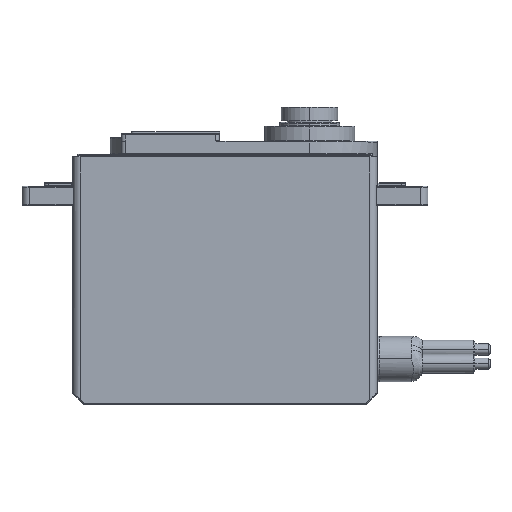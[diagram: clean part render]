
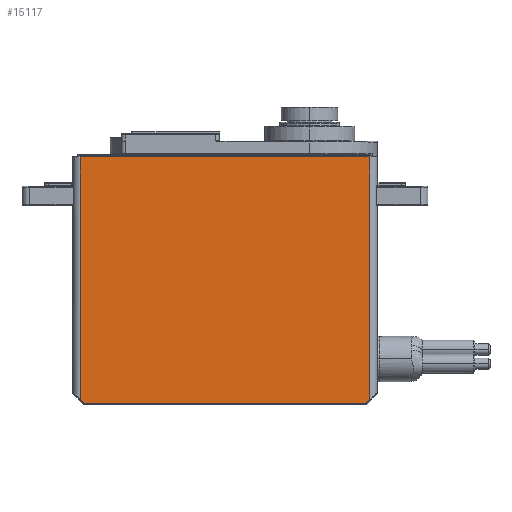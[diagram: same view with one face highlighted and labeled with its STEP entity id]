
A CAD part, top view. The second image highlights one B-rep face of the part: STEP entity #15117.
In plain terms, the highlighted planar face has unit normal (0, 0, 1).
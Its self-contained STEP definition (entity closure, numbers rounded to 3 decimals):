
#528 = DIRECTION ( 'NONE',  ( 1., 0., 0. ) ) ;
#695 = ORIENTED_EDGE ( 'NONE', *, *, #9694, .T. ) ;
#1224 = ORIENTED_EDGE ( 'NONE', *, *, #20340, .T. ) ;
#1656 = VECTOR ( 'NONE', #4432, 1000. ) ;
#2204 = LINE ( 'NONE', #7748, #21661 ) ;
#3249 = CARTESIAN_POINT ( 'NONE',  ( -18.679, 0.071, 10. ) ) ;
#3322 = VERTEX_POINT ( 'NONE', #14156 ) ;
#4027 = EDGE_CURVE ( 'NONE', #18186, #4281, #12959, .T. ) ;
#4101 = ORIENTED_EDGE ( 'NONE', *, *, #4027, .T. ) ;
#4281 = VERTEX_POINT ( 'NONE', #13805 ) ;
#4432 = DIRECTION ( 'NONE',  ( 0.707, 0.707, 0. ) ) ;
#5500 = LINE ( 'NONE', #21790, #13651 ) ;
#6371 = VECTOR ( 'NONE', #16212, 1000. ) ;
#6519 = FACE_OUTER_BOUND ( 'NONE', #9394, .T. ) ;
#7706 = ORIENTED_EDGE ( 'NONE', *, *, #15366, .T. ) ;
#7748 = CARTESIAN_POINT ( 'NONE',  ( 19.25, 26.5, 10. ) ) ;
#7899 = VECTOR ( 'NONE', #528, 1000. ) ;
#9394 = EDGE_LOOP ( 'NONE', ( #4101, #695, #14348, #7706, #1224, #15009 ) ) ;
#9529 = DIRECTION ( 'NONE',  ( 0., 1., 0. ) ) ;
#9694 = EDGE_CURVE ( 'NONE', #4281, #20182, #19677, .T. ) ;
#10234 = PLANE ( 'NONE',  #18116 ) ;
#12061 = CARTESIAN_POINT ( 'NONE',  ( 19.25, 32.9, 10. ) ) ;
#12734 = CARTESIAN_POINT ( 'NONE',  ( -19.25, 26.5, 10. ) ) ;
#12959 = LINE ( 'NONE', #12734, #6371 ) ;
#13292 = CARTESIAN_POINT ( 'NONE',  ( 19.179, 0.571, 10. ) ) ;
#13651 = VECTOR ( 'NONE', #20123, 1000. ) ;
#13805 = CARTESIAN_POINT ( 'NONE',  ( -19.25, 0.641, 10. ) ) ;
#13827 = CARTESIAN_POINT ( 'NONE',  ( -20.25, 26.5, 10. ) ) ;
#14156 = CARTESIAN_POINT ( 'NONE',  ( 19.25, 0.641, 10. ) ) ;
#14348 = ORIENTED_EDGE ( 'NONE', *, *, #20348, .T. ) ;
#15009 = ORIENTED_EDGE ( 'NONE', *, *, #21029, .T. ) ;
#15039 = LINE ( 'NONE', #16962, #7899 ) ;
#15117 = ADVANCED_FACE ( 'NONE', ( #6519 ), #10234, .F. ) ;
#15366 = EDGE_CURVE ( 'NONE', #17446, #3322, #18693, .T. ) ;
#16212 = DIRECTION ( 'NONE',  ( 0., -1., 0. ) ) ;
#16962 = CARTESIAN_POINT ( 'NONE',  ( 18.75, 0.1, 10. ) ) ;
#17187 = DIRECTION ( 'NONE',  ( 0., 0., -1. ) ) ;
#17446 = VERTEX_POINT ( 'NONE', #21158 ) ;
#17536 = DIRECTION ( 'NONE',  ( 0.707, -0.707, 0. ) ) ;
#17613 = CARTESIAN_POINT ( 'NONE',  ( -19.25, 32.9, 10. ) ) ;
#18116 = AXIS2_PLACEMENT_3D ( 'NONE', #13827, #17187, #22466 ) ;
#18186 = VERTEX_POINT ( 'NONE', #17613 ) ;
#18693 = LINE ( 'NONE', #13292, #1656 ) ;
#19677 = LINE ( 'NONE', #3249, #20288 ) ;
#20123 = DIRECTION ( 'NONE',  ( -1., 0., 0. ) ) ;
#20182 = VERTEX_POINT ( 'NONE', #23332 ) ;
#20288 = VECTOR ( 'NONE', #17536, 1000. ) ;
#20340 = EDGE_CURVE ( 'NONE', #3322, #22695, #2204, .T. ) ;
#20348 = EDGE_CURVE ( 'NONE', #20182, #17446, #15039, .T. ) ;
#21029 = EDGE_CURVE ( 'NONE', #22695, #18186, #5500, .T. ) ;
#21158 = CARTESIAN_POINT ( 'NONE',  ( 18.709, 0.1, 10. ) ) ;
#21661 = VECTOR ( 'NONE', #9529, 1000. ) ;
#21790 = CARTESIAN_POINT ( 'NONE',  ( -19.25, 32.9, 10. ) ) ;
#22466 = DIRECTION ( 'NONE',  ( -1., 0., 0. ) ) ;
#22695 = VERTEX_POINT ( 'NONE', #12061 ) ;
#23332 = CARTESIAN_POINT ( 'NONE',  ( -18.709, 0.1, 10. ) ) ;
